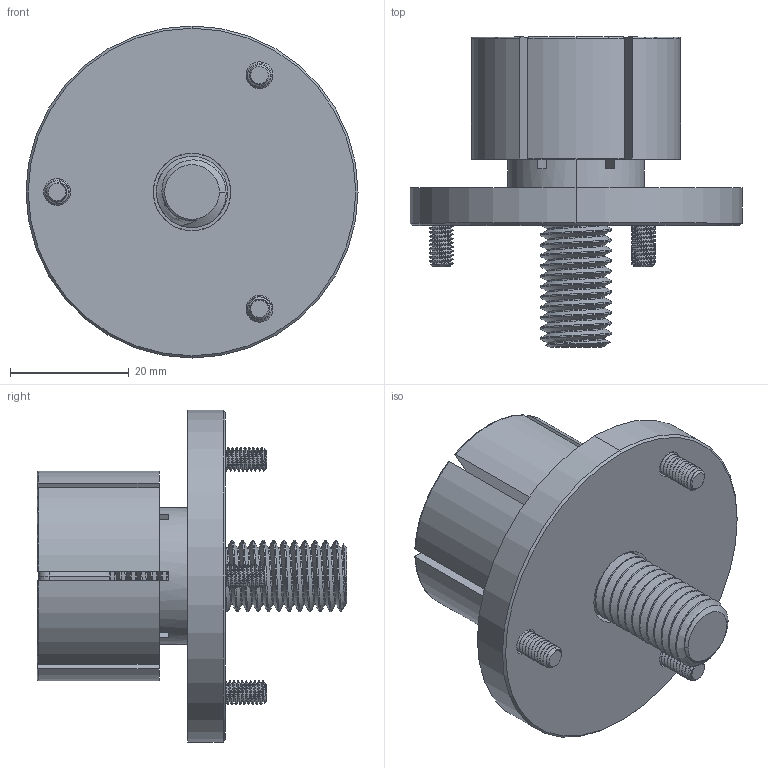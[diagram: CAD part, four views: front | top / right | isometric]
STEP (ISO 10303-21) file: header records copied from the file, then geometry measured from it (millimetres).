
FILE_DESCRIPTION (( 'STEP AP214' ), '1' );
FILE_NAME ('38250DD for Step as Part.STEP', '2022-03-11T19:50:48', ( '' ), ( '' ), 'SwSTEP 2.0', 'SolidWorks 2021', '' );
FILE_SCHEMA (( 'AUTOMOTIVE_DESIGN' ));
Length unit declared in the file: inch
Products named in the file (1): 38250DD for Step as Part
Bounding box: 55.98 x 52.25 x 55.98 mm (x, y, z)
Volume: 35688.1 mm3; surface area: 17581.8 mm2
Topology: 5 solids, 5 shells, 453 faces, 1237 edges, 802 vertices
Faces by surface type: cylinder 296, plane 78, cone 62, torus 9, bspline 8
Entity records: 26539 total; most frequent: CARTESIAN_POINT 10662, ORIENTED_EDGE 2474, DIRECTION 1722, EDGE_CURVE 1237, VERTEX_POINT 802, AXIS2_PLACEMENT_3D 635, EDGE_LOOP 469, UNCERTAINTY_MEASURE_WITH_UNIT 460
